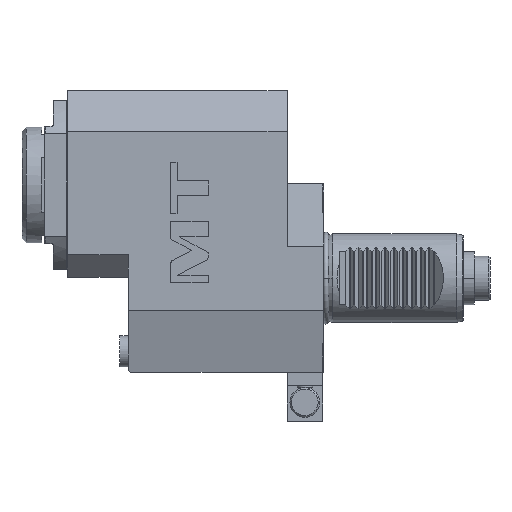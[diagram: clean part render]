
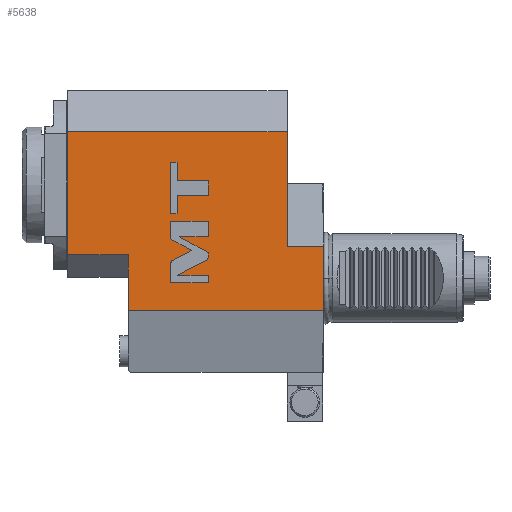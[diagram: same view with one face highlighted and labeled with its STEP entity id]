
A CAD part, front view. The second image highlights one B-rep face of the part: STEP entity #5638.
In plain terms, the highlighted planar face has unit normal (0, -1, 0).
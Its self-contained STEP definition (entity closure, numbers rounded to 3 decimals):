
#5=DIRECTION('',(0.,0.,-1.));
#6=VECTOR('',#5,29.);
#7=CARTESIAN_POINT('',(0.,-38.,14.5));
#8=LINE('',#7,#6);
#75=DIRECTION('',(1.,0.,0.));
#76=VECTOR('',#75,88.);
#77=CARTESIAN_POINT('',(-88.,-38.,-14.5));
#78=LINE('',#77,#76);
#343=DIRECTION('',(-1.,0.,0.));
#344=VECTOR('',#343,99.);
#345=CARTESIAN_POINT('',(-16.5,-38.,66.));
#346=LINE('',#345,#344);
#351=DIRECTION('',(1.,0.,0.));
#352=VECTOR('',#351,27.5);
#353=CARTESIAN_POINT('',(-115.5,-38.,10.5));
#354=LINE('',#353,#352);
#355=DIRECTION('',(1.,0.,0.));
#356=VECTOR('',#355,16.5);
#357=CARTESIAN_POINT('',(-16.5,-38.,14.5));
#358=LINE('',#357,#356);
#359=CARTESIAN_POINT('',(-67.893,-38.,8.196));
#360=CARTESIAN_POINT('',(-68.576,-38.,7.843));
#361=CARTESIAN_POINT('',(-69.,-38.,7.146));
#362=CARTESIAN_POINT('',(-69.,-38.,6.377));
#364=DIRECTION('',(0.,0.,-1.));
#365=VECTOR('',#364,8.546);
#366=CARTESIAN_POINT('',(-69.,-38.,6.377));
#367=LINE('',#366,#365);
#368=DIRECTION('',(1.,0.,0.));
#369=VECTOR('',#368,17.);
#370=CARTESIAN_POINT('',(-69.,-38.,-2.169));
#371=LINE('',#370,#369);
#372=DIRECTION('',(0.,0.,1.));
#373=VECTOR('',#372,3.536);
#374=CARTESIAN_POINT('',(-52.,-38.,-2.169));
#375=LINE('',#374,#373);
#376=DIRECTION('',(-1.,0.,0.));
#377=VECTOR('',#376,13.772);
#378=CARTESIAN_POINT('',(-52.,-38.,1.367));
#379=LINE('',#378,#377);
#380=DIRECTION('',(0.888,0.,0.459));
#381=VECTOR('',#380,14.258);
#382=CARTESIAN_POINT('',(-65.772,-38.,1.367));
#383=LINE('',#382,#381);
#384=CARTESIAN_POINT('',(-53.107,-38.,7.916));
#385=CARTESIAN_POINT('',(-52.424,-38.,8.269));
#386=CARTESIAN_POINT('',(-52.,-38.,8.966));
#387=CARTESIAN_POINT('',(-52.,-38.,9.736));
#389=DIRECTION('',(0.,0.,1.));
#390=VECTOR('',#389,1.773);
#391=CARTESIAN_POINT('',(-52.,-38.,9.736));
#392=LINE('',#391,#390);
#393=DIRECTION('',(-0.877,0.,0.481));
#394=VECTOR('',#393,14.75);
#395=CARTESIAN_POINT('',(-52.,-38.,11.509));
#396=LINE('',#395,#394);
#397=DIRECTION('',(1.,0.,0.));
#398=VECTOR('',#397,12.93);
#399=CARTESIAN_POINT('',(-64.93,-38.,18.606));
#400=LINE('',#399,#398);
#401=DIRECTION('',(0.,0.,1.));
#402=VECTOR('',#401,7.154);
#403=CARTESIAN_POINT('',(-52.,-38.,18.606));
#404=LINE('',#403,#402);
#405=DIRECTION('',(-1.,0.,0.));
#406=VECTOR('',#405,17.);
#407=CARTESIAN_POINT('',(-52.,-38.,25.76));
#408=LINE('',#407,#406);
#409=DIRECTION('',(0.,0.,-1.));
#410=VECTOR('',#409,8.065);
#411=CARTESIAN_POINT('',(-69.,-38.,25.76));
#412=LINE('',#411,#410);
#413=DIRECTION('',(0.877,0.,-0.481));
#414=VECTOR('',#413,10.778);
#415=CARTESIAN_POINT('',(-69.,-38.,17.695));
#416=LINE('',#415,#414);
#417=DIRECTION('',(-0.888,0.,-0.459));
#418=VECTOR('',#417,9.39);
#419=CARTESIAN_POINT('',(-59.552,-38.,12.509));
#420=LINE('',#419,#418);
#421=DIRECTION('',(1.,0.,0.));
#422=VECTOR('',#421,14.105);
#423=CARTESIAN_POINT('',(-66.105,-38.,37.193));
#424=LINE('',#423,#422);
#425=DIRECTION('',(0.,0.,1.));
#426=VECTOR('',#425,6.733);
#427=CARTESIAN_POINT('',(-52.,-38.,37.193));
#428=LINE('',#427,#426);
#429=DIRECTION('',(-1.,0.,0.));
#430=VECTOR('',#429,14.105);
#431=CARTESIAN_POINT('',(-52.,-38.,43.926));
#432=LINE('',#431,#430);
#433=DIRECTION('',(0.,0.,1.));
#434=VECTOR('',#433,8.242);
#435=CARTESIAN_POINT('',(-66.105,-38.,43.926));
#436=LINE('',#435,#434);
#437=DIRECTION('',(-1.,0.,0.));
#438=VECTOR('',#437,2.895);
#439=CARTESIAN_POINT('',(-66.105,-38.,52.168));
#440=LINE('',#439,#438);
#441=DIRECTION('',(0.,0.,-1.));
#442=VECTOR('',#441,23.217);
#443=CARTESIAN_POINT('',(-69.,-38.,52.168));
#444=LINE('',#443,#442);
#445=DIRECTION('',(1.,0.,0.));
#446=VECTOR('',#445,2.895);
#447=CARTESIAN_POINT('',(-69.,-38.,28.951));
#448=LINE('',#447,#446);
#449=DIRECTION('',(0.,0.,1.));
#450=VECTOR('',#449,8.242);
#451=CARTESIAN_POINT('',(-66.105,-38.,28.951));
#452=LINE('',#451,#450);
#465=DIRECTION('',(0.,0.,-1.));
#466=VECTOR('',#465,25.);
#467=CARTESIAN_POINT('',(-88.,-38.,10.5));
#468=LINE('',#467,#466);
#511=DIRECTION('',(0.,0.,-1.));
#512=VECTOR('',#511,55.5);
#513=CARTESIAN_POINT('',(-115.5,-38.,66.));
#514=LINE('',#513,#512);
#1563=DIRECTION('',(0.,0.,1.));
#1564=VECTOR('',#1563,51.5);
#1565=CARTESIAN_POINT('',(-16.5,-38.,14.5));
#1566=LINE('',#1565,#1564);
#4410=CARTESIAN_POINT('',(0.,-38.,-14.5));
#4412=VERTEX_POINT('',#4410);
#4419=CARTESIAN_POINT('',(0.,-38.,14.5));
#4421=VERTEX_POINT('',#4419);
#4641=CARTESIAN_POINT('',(-16.5,-38.,66.));
#4643=VERTEX_POINT('',#4641);
#4648=CARTESIAN_POINT('',(-16.5,-38.,14.5));
#4649=VERTEX_POINT('',#4648);
#4664=CARTESIAN_POINT('',(-115.5,-38.,66.));
#4665=VERTEX_POINT('',#4664);
#4672=CARTESIAN_POINT('',(-115.5,-38.,10.5));
#4673=VERTEX_POINT('',#4672);
#4674=CARTESIAN_POINT('',(-88.,-38.,10.5));
#4675=VERTEX_POINT('',#4674);
#4684=CARTESIAN_POINT('',(-88.,-38.,-14.5));
#4685=VERTEX_POINT('',#4684);
#5173=CARTESIAN_POINT('',(-67.893,-38.,8.196));
#5174=VERTEX_POINT('',#5173);
#5175=CARTESIAN_POINT('',(-69.,-38.,6.377));
#5176=VERTEX_POINT('',#5175);
#5177=CARTESIAN_POINT('',(-69.,-38.,-2.169));
#5178=VERTEX_POINT('',#5177);
#5179=CARTESIAN_POINT('',(-52.,-38.,-2.169));
#5180=VERTEX_POINT('',#5179);
#5181=CARTESIAN_POINT('',(-52.,-38.,1.367));
#5182=VERTEX_POINT('',#5181);
#5183=CARTESIAN_POINT('',(-65.772,-38.,1.367));
#5184=VERTEX_POINT('',#5183);
#5185=CARTESIAN_POINT('',(-53.107,-38.,7.916));
#5186=VERTEX_POINT('',#5185);
#5187=CARTESIAN_POINT('',(-52.,-38.,9.736));
#5188=VERTEX_POINT('',#5187);
#5189=CARTESIAN_POINT('',(-52.,-38.,11.509));
#5190=VERTEX_POINT('',#5189);
#5191=CARTESIAN_POINT('',(-64.93,-38.,18.606));
#5192=VERTEX_POINT('',#5191);
#5193=CARTESIAN_POINT('',(-52.,-38.,18.606));
#5194=VERTEX_POINT('',#5193);
#5195=CARTESIAN_POINT('',(-52.,-38.,25.76));
#5196=VERTEX_POINT('',#5195);
#5197=CARTESIAN_POINT('',(-69.,-38.,25.76));
#5198=VERTEX_POINT('',#5197);
#5199=CARTESIAN_POINT('',(-69.,-38.,17.695));
#5200=VERTEX_POINT('',#5199);
#5201=CARTESIAN_POINT('',(-59.552,-38.,12.509));
#5202=VERTEX_POINT('',#5201);
#5203=CARTESIAN_POINT('',(-66.105,-38.,37.193));
#5204=VERTEX_POINT('',#5203);
#5205=CARTESIAN_POINT('',(-52.,-38.,37.193));
#5206=VERTEX_POINT('',#5205);
#5207=CARTESIAN_POINT('',(-52.,-38.,43.926));
#5208=VERTEX_POINT('',#5207);
#5209=CARTESIAN_POINT('',(-66.105,-38.,43.926));
#5210=VERTEX_POINT('',#5209);
#5211=CARTESIAN_POINT('',(-66.105,-38.,52.168));
#5212=VERTEX_POINT('',#5211);
#5213=CARTESIAN_POINT('',(-69.,-38.,52.168));
#5214=VERTEX_POINT('',#5213);
#5215=CARTESIAN_POINT('',(-69.,-38.,28.951));
#5216=VERTEX_POINT('',#5215);
#5217=CARTESIAN_POINT('',(-66.105,-38.,28.951));
#5218=VERTEX_POINT('',#5217);
#5568=CARTESIAN_POINT('',(-20.5,-38.,42.5));
#5569=DIRECTION('',(0.,-1.,0.));
#5570=DIRECTION('',(0.,0.,-1.));
#5571=AXIS2_PLACEMENT_3D('',#5568,#5569,#5570);
#5572=PLANE('',#5571);
#5573=ORIENTED_EDGE('',*,*,#5280,.F.);
#5575=ORIENTED_EDGE('',*,*,#5574,.F.);
#5577=ORIENTED_EDGE('',*,*,#5576,.F.);
#5579=ORIENTED_EDGE('',*,*,#5578,.F.);
#5580=ORIENTED_EDGE('',*,*,#5558,.F.);
#5582=ORIENTED_EDGE('',*,*,#5581,.F.);
#5584=ORIENTED_EDGE('',*,*,#5583,.T.);
#5585=ORIENTED_EDGE('',*,*,#5226,.T.);
#5586=EDGE_LOOP('',(#5573,#5575,#5577,#5579,#5580,#5582,#5584,#5585));
#5587=FACE_OUTER_BOUND('',#5586,.F.);
#5589=ORIENTED_EDGE('',*,*,#5588,.T.);
#5591=ORIENTED_EDGE('',*,*,#5590,.T.);
#5593=ORIENTED_EDGE('',*,*,#5592,.T.);
#5595=ORIENTED_EDGE('',*,*,#5594,.T.);
#5597=ORIENTED_EDGE('',*,*,#5596,.T.);
#5599=ORIENTED_EDGE('',*,*,#5598,.T.);
#5601=ORIENTED_EDGE('',*,*,#5600,.T.);
#5603=ORIENTED_EDGE('',*,*,#5602,.T.);
#5605=ORIENTED_EDGE('',*,*,#5604,.T.);
#5607=ORIENTED_EDGE('',*,*,#5606,.T.);
#5609=ORIENTED_EDGE('',*,*,#5608,.T.);
#5611=ORIENTED_EDGE('',*,*,#5610,.T.);
#5613=ORIENTED_EDGE('',*,*,#5612,.T.);
#5615=ORIENTED_EDGE('',*,*,#5614,.T.);
#5617=ORIENTED_EDGE('',*,*,#5616,.T.);
#5618=EDGE_LOOP('',(#5589,#5591,#5593,#5595,#5597,#5599,#5601,#5603,#5605,#5607,
#5609,#5611,#5613,#5615,#5617));
#5619=FACE_BOUND('',#5618,.F.);
#5621=ORIENTED_EDGE('',*,*,#5620,.T.);
#5623=ORIENTED_EDGE('',*,*,#5622,.T.);
#5625=ORIENTED_EDGE('',*,*,#5624,.T.);
#5627=ORIENTED_EDGE('',*,*,#5626,.T.);
#5629=ORIENTED_EDGE('',*,*,#5628,.T.);
#5631=ORIENTED_EDGE('',*,*,#5630,.T.);
#5633=ORIENTED_EDGE('',*,*,#5632,.T.);
#5635=ORIENTED_EDGE('',*,*,#5634,.T.);
#5636=EDGE_LOOP('',(#5621,#5623,#5625,#5627,#5629,#5631,#5633,#5635));
#5637=FACE_BOUND('',#5636,.F.);
#5638=ADVANCED_FACE('',(#5587,#5619,#5637),#5572,.T.);
#363=B_SPLINE_CURVE_WITH_KNOTS('',3,(#359,#360,#361,#362),.UNSPECIFIED.,.F.,.F.,
(4,4),(0.,1.),.UNSPECIFIED.);
#388=B_SPLINE_CURVE_WITH_KNOTS('',3,(#384,#385,#386,#387),.UNSPECIFIED.,.F.,.F.,
(4,4),(0.,1.),.UNSPECIFIED.);
#5226=EDGE_CURVE('',#4421,#4412,#8,.T.);
#5280=EDGE_CURVE('',#4685,#4412,#78,.T.);
#5558=EDGE_CURVE('',#4643,#4665,#346,.T.);
#5574=EDGE_CURVE('',#4675,#4685,#468,.T.);
#5576=EDGE_CURVE('',#4673,#4675,#354,.T.);
#5578=EDGE_CURVE('',#4665,#4673,#514,.T.);
#5581=EDGE_CURVE('',#4649,#4643,#1566,.T.);
#5583=EDGE_CURVE('',#4649,#4421,#358,.T.);
#5588=EDGE_CURVE('',#5174,#5176,#363,.T.);
#5590=EDGE_CURVE('',#5176,#5178,#367,.T.);
#5592=EDGE_CURVE('',#5178,#5180,#371,.T.);
#5594=EDGE_CURVE('',#5180,#5182,#375,.T.);
#5596=EDGE_CURVE('',#5182,#5184,#379,.T.);
#5598=EDGE_CURVE('',#5184,#5186,#383,.T.);
#5600=EDGE_CURVE('',#5186,#5188,#388,.T.);
#5602=EDGE_CURVE('',#5188,#5190,#392,.T.);
#5604=EDGE_CURVE('',#5190,#5192,#396,.T.);
#5606=EDGE_CURVE('',#5192,#5194,#400,.T.);
#5608=EDGE_CURVE('',#5194,#5196,#404,.T.);
#5610=EDGE_CURVE('',#5196,#5198,#408,.T.);
#5612=EDGE_CURVE('',#5198,#5200,#412,.T.);
#5614=EDGE_CURVE('',#5200,#5202,#416,.T.);
#5616=EDGE_CURVE('',#5202,#5174,#420,.T.);
#5620=EDGE_CURVE('',#5204,#5206,#424,.T.);
#5622=EDGE_CURVE('',#5206,#5208,#428,.T.);
#5624=EDGE_CURVE('',#5208,#5210,#432,.T.);
#5626=EDGE_CURVE('',#5210,#5212,#436,.T.);
#5628=EDGE_CURVE('',#5212,#5214,#440,.T.);
#5630=EDGE_CURVE('',#5214,#5216,#444,.T.);
#5632=EDGE_CURVE('',#5216,#5218,#448,.T.);
#5634=EDGE_CURVE('',#5218,#5204,#452,.T.);
